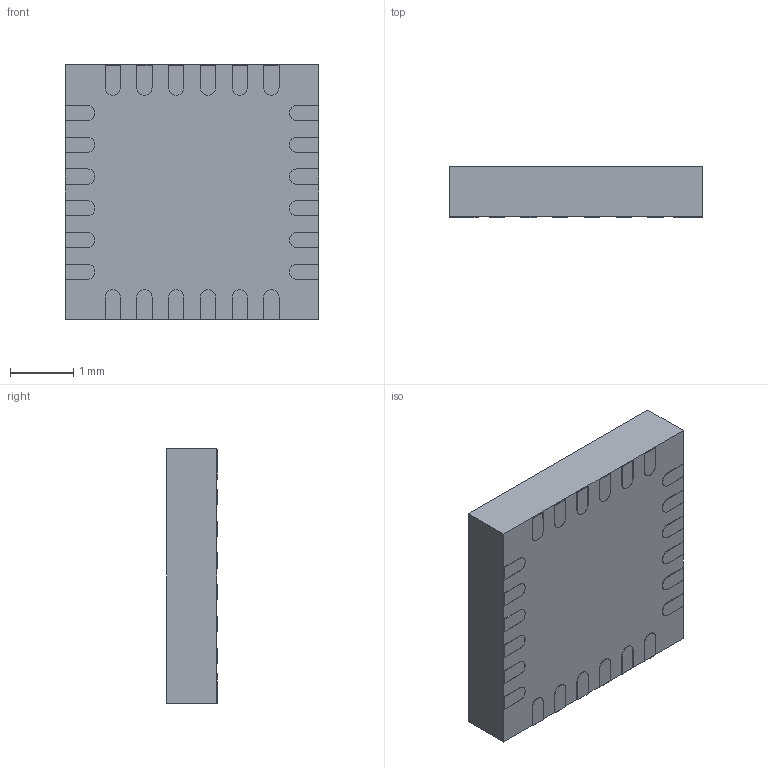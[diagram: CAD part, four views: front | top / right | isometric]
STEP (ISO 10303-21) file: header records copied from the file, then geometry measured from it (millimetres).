
FILE_DESCRIPTION (( 'STEP AP214' ), '1' );
FILE_NAME ( 'QFN50P400X400X80-25N.step', '2020-1-9T2:55:9', ( '' ), ( '' ), 'EDABuilder', 'EMA Design Automation', '' );
FILE_SCHEMA (( 'AUTOMOTIVE_DESIGN' ));
Length unit declared in the file: millimetre
Products named in the file (1): face1_BC
Bounding box: 4 x 0.8 x 4.01 mm (x, y, z)
Volume: 12.7 mm3; surface area: 50.6 mm2
Topology: 26 solids, 26 shells, 153 faces, 303 edges, 202 vertices
Faces by surface type: plane 128, cylinder 25
Full cylindrical faces by diameter (mm): 0.498 x1
Entity records: 4088 total; most frequent: DIRECTION 712, CARTESIAN_POINT 684, ORIENTED_EDGE 604, EDGE_CURVE 302, LINE 252, VECTOR 252, AXIS2_PLACEMENT_3D 230, VERTEX_POINT 202
